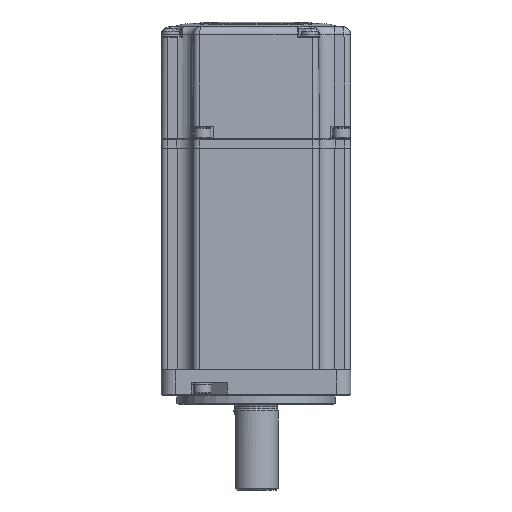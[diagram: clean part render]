
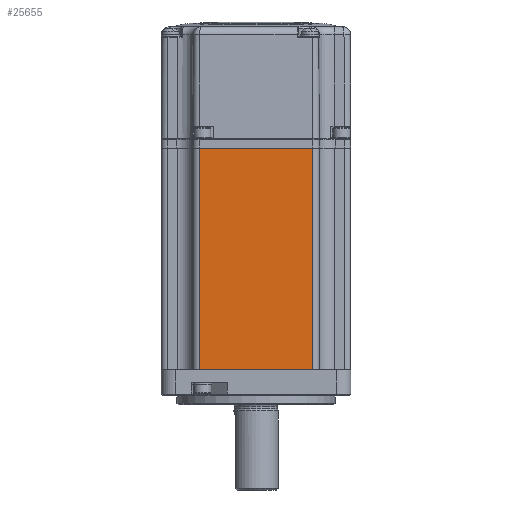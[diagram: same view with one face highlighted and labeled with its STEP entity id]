
A CAD part, front view. The second image highlights one B-rep face of the part: STEP entity #25655.
In plain terms, the highlighted planar face has unit normal (0, -1, 0).
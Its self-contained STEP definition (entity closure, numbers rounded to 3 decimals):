
#54 = CARTESIAN_POINT ( 'NONE',  ( 14.358, -48.451, -11.538 ) ) ;
#572 = LINE ( 'NONE', #20072, #20947 ) ;
#696 = DIRECTION ( 'NONE',  ( 0., 1., 0. ) ) ;
#701 = DIRECTION ( 'NONE',  ( 0., 0., 1. ) ) ;
#1000 = CARTESIAN_POINT ( 'NONE',  ( -23.642, -48.451, 59.712 ) ) ;
#3736 = FACE_OUTER_BOUND ( 'NONE', #39965, .T. ) ;
#4738 = VERTEX_POINT ( 'NONE', #9929 ) ;
#6241 = ORIENTED_EDGE ( 'NONE', *, *, #22261, .F. ) ;
#6916 = VERTEX_POINT ( 'NONE', #33148 ) ;
#9630 = DIRECTION ( 'NONE',  ( -1., 0., 0. ) ) ;
#9929 = CARTESIAN_POINT ( 'NONE',  ( -21.642, -48.451, 58.462 ) ) ;
#12745 = ORIENTED_EDGE ( 'NONE', *, *, #25977, .T. ) ;
#13429 = CARTESIAN_POINT ( 'NONE',  ( -21.642, -48.451, 59.712 ) ) ;
#13888 = DIRECTION ( 'NONE',  ( 1., 0., 0. ) ) ;
#14448 = LINE ( 'NONE', #13429, #32610 ) ;
#17777 = DIRECTION ( 'NONE',  ( -1., 0., 0. ) ) ;
#18499 = LINE ( 'NONE', #40899, #21737 ) ;
#19334 = VECTOR ( 'NONE', #701, 1000. ) ;
#20072 = CARTESIAN_POINT ( 'NONE',  ( 26.358, -48.451, -11.538 ) ) ;
#20805 = ORIENTED_EDGE ( 'NONE', *, *, #24986, .F. ) ;
#20947 = VECTOR ( 'NONE', #9630, 1000. ) ;
#21423 = ORIENTED_EDGE ( 'NONE', *, *, #30616, .T. ) ;
#21737 = VECTOR ( 'NONE', #13888, 1000. ) ;
#22261 = EDGE_CURVE ( 'NONE', #4738, #43967, #18499, .T. ) ;
#24986 = EDGE_CURVE ( 'NONE', #37956, #6916, #572, .T. ) ;
#25655 = ADVANCED_FACE ( 'NONE', ( #3736 ), #41983, .F. ) ;
#25977 = EDGE_CURVE ( 'NONE', #4738, #6916, #14448, .T. ) ;
#28372 = AXIS2_PLACEMENT_3D ( 'NONE', #1000, #696, #17777 ) ;
#30616 = EDGE_CURVE ( 'NONE', #37956, #43967, #37517, .T. ) ;
#32610 = VECTOR ( 'NONE', #44340, 1000. ) ;
#33148 = CARTESIAN_POINT ( 'NONE',  ( -21.642, -48.451, -11.538 ) ) ;
#37517 = LINE ( 'NONE', #41678, #19334 ) ;
#37956 = VERTEX_POINT ( 'NONE', #54 ) ;
#39965 = EDGE_LOOP ( 'NONE', ( #20805, #21423, #6241, #12745 ) ) ;
#40833 = CARTESIAN_POINT ( 'NONE',  ( 14.358, -48.451, 58.462 ) ) ;
#40899 = CARTESIAN_POINT ( 'NONE',  ( -33.642, -48.451, 58.462 ) ) ;
#41678 = CARTESIAN_POINT ( 'NONE',  ( 14.358, -48.451, 59.712 ) ) ;
#41983 = PLANE ( 'NONE',  #28372 ) ;
#43967 = VERTEX_POINT ( 'NONE', #40833 ) ;
#44340 = DIRECTION ( 'NONE',  ( 0., 0., -1. ) ) ;
